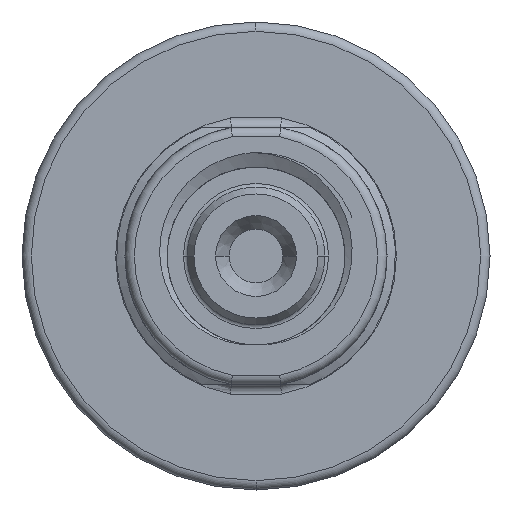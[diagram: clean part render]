
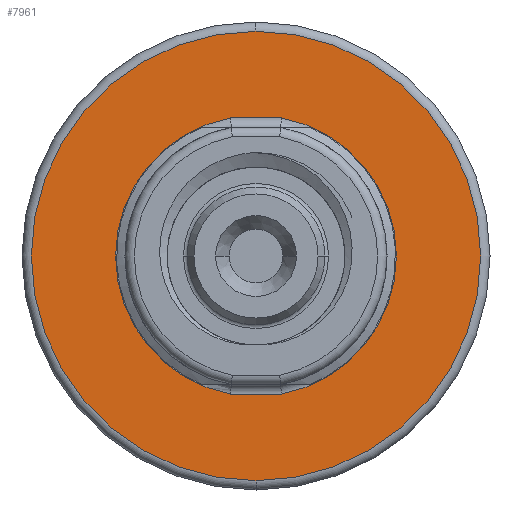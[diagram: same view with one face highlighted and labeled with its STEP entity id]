
A CAD part, front view. The second image highlights one B-rep face of the part: STEP entity #7961.
In plain terms, the highlighted planar face has unit normal (0, -1, 0).
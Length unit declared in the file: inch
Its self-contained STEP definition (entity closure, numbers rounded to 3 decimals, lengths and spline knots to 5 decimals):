
#2200=CARTESIAN_POINT('',(0.,-0.11811,0.));
#2201=DIRECTION('',(0.,1.,0.));
#2202=DIRECTION('',(0.,0.,-1.));
#2203=AXIS2_PLACEMENT_3D('',#2200,#2201,#2202);
#2205=CARTESIAN_POINT('',(0.,-0.11811,0.));
#2206=DIRECTION('',(0.,1.,0.));
#2207=DIRECTION('',(0.,0.,1.));
#2208=AXIS2_PLACEMENT_3D('',#2205,#2206,#2207);
#2210=CARTESIAN_POINT('',(0.,-0.11811,0.));
#2211=DIRECTION('',(0.,-1.,0.));
#2212=DIRECTION('',(-0.182,0.,0.983));
#2213=AXIS2_PLACEMENT_3D('',#2210,#2211,#2212);
#2215=DIRECTION('',(1.,0.,0.));
#2216=VECTOR('',#2215,0.21474);
#2217=CARTESIAN_POINT('',(-0.10737,-0.11811,
-0.58071));
#2218=LINE('',#2217,#2216);
#2219=CARTESIAN_POINT('',(0.,-0.11811,0.));
#2220=DIRECTION('',(0.,-1.,0.));
#2221=DIRECTION('',(0.182,0.,-0.983));
#2222=AXIS2_PLACEMENT_3D('',#2219,#2220,#2221);
#2224=DIRECTION('',(-1.,0.,0.));
#2225=VECTOR('',#2224,0.21474);
#2226=CARTESIAN_POINT('',(0.10737,-0.11811,
0.58071));
#2227=LINE('',#2226,#2225);
#5340=CARTESIAN_POINT('',(-0.10737,-0.11811,
0.58071));
#5341=CARTESIAN_POINT('',(-0.10737,-0.11811,
-0.58071));
#5342=VERTEX_POINT('',#5340);
#5343=VERTEX_POINT('',#5341);
#5348=CARTESIAN_POINT('',(0.10737,-0.11811,
-0.58071));
#5349=CARTESIAN_POINT('',(0.10737,-0.11811,
0.58071));
#5350=VERTEX_POINT('',#5348);
#5351=VERTEX_POINT('',#5349);
#5364=CARTESIAN_POINT('',(0.,-0.11811,-0.94488));
#5365=CARTESIAN_POINT('',(0.,-0.11811,0.94488));
#5366=VERTEX_POINT('',#5364);
#5367=VERTEX_POINT('',#5365);
#7941=CARTESIAN_POINT('',(0.,-0.11811,0.));
#7942=DIRECTION('',(0.,-1.,0.));
#7943=DIRECTION('',(0.,0.,1.));
#7944=AXIS2_PLACEMENT_3D('',#7941,#7942,#7943);
#7945=PLANE('',#7944);
#7947=ORIENTED_EDGE('',*,*,#7946,.T.);
#7949=ORIENTED_EDGE('',*,*,#7948,.T.);
#7950=EDGE_LOOP('',(#7947,#7949));
#7951=FACE_OUTER_BOUND('',#7950,.F.);
#7952=ORIENTED_EDGE('',*,*,#7931,.T.);
#7954=ORIENTED_EDGE('',*,*,#7953,.T.);
#7956=ORIENTED_EDGE('',*,*,#7955,.T.);
#7958=ORIENTED_EDGE('',*,*,#7957,.T.);
#7959=EDGE_LOOP('',(#7952,#7954,#7956,#7958));
#7960=FACE_BOUND('',#7959,.F.);
#7961=ADVANCED_FACE('',(#7951,#7960),#7945,.T.);
#2204=CIRCLE('',#2203,0.94488);
#2209=CIRCLE('',#2208,0.94488);
#2214=CIRCLE('',#2213,0.59055);
#2223=CIRCLE('',#2222,0.59055);
#7931=EDGE_CURVE('',#5342,#5343,#2214,.T.);
#7946=EDGE_CURVE('',#5366,#5367,#2204,.T.);
#7948=EDGE_CURVE('',#5367,#5366,#2209,.T.);
#7953=EDGE_CURVE('',#5343,#5350,#2218,.T.);
#7955=EDGE_CURVE('',#5350,#5351,#2223,.T.);
#7957=EDGE_CURVE('',#5351,#5342,#2227,.T.);
